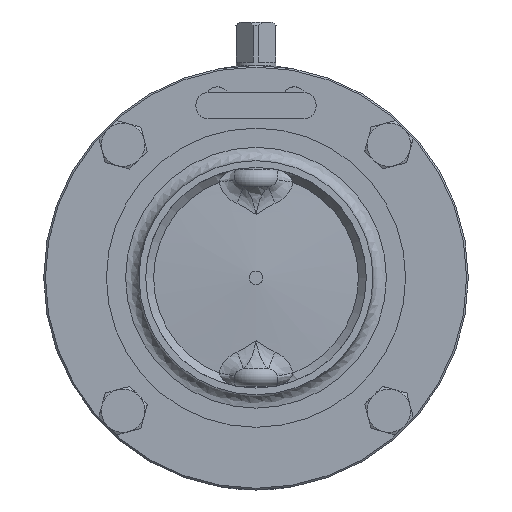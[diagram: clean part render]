
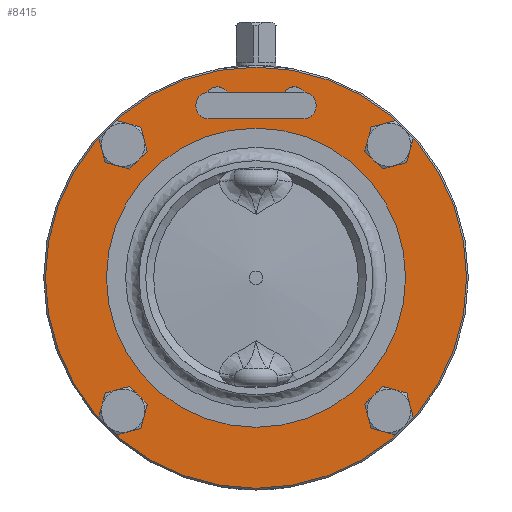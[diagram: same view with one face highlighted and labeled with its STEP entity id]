
A CAD part, left-side view. The second image highlights one B-rep face of the part: STEP entity #8415.
In plain terms, the highlighted planar face has unit normal (-1, 0, 0).
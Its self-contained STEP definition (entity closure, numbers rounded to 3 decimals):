
#369=CARTESIAN_POINT('',(-10.,11.5,49.9));
#370=VERTEX_POINT('',#369);
#371=CARTESIAN_POINT('',(-10.,11.5,53.5));
#372=DIRECTION('',(1.0,0.0,0.0));
#373=DIRECTION('',(0.0,0.0,-1.0));
#374=AXIS2_PLACEMENT_3D('',#371,#372,#373);
#375=CIRCLE('',#374,3.6);
#376=EDGE_CURVE('',#370,#370,#375,.T.);
#406=CARTESIAN_POINT('',(-10.,-11.5,49.9));
#407=VERTEX_POINT('',#406);
#408=CARTESIAN_POINT('',(-10.,-11.5,53.5));
#409=DIRECTION('',(1.0,0.0,0.0));
#410=DIRECTION('',(0.0,0.0,-1.0));
#411=AXIS2_PLACEMENT_3D('',#408,#409,#410);
#412=CIRCLE('',#411,3.6);
#413=EDGE_CURVE('',#407,#407,#412,.T.);
#5701=CARTESIAN_POINT('',(-10.,-41.262,45.277));
#5702=VERTEX_POINT('',#5701);
#5703=CARTESIAN_POINT('',(-10.,-39.775,39.775));
#5704=DIRECTION('',(1.0,0.0,0.0));
#5705=DIRECTION('',(0.0,-0.261,0.965));
#5706=AXIS2_PLACEMENT_3D('',#5703,#5704,#5705);
#5707=CIRCLE('',#5706,5.7);
#5708=EDGE_CURVE('',#5702,#5702,#5707,.T.);
#6579=CARTESIAN_POINT('',(-10.,-45.277,-41.262));
#6580=VERTEX_POINT('',#6579);
#6581=CARTESIAN_POINT('',(-10.,-39.775,-39.775));
#6582=DIRECTION('',(1.0,0.0,0.0));
#6583=DIRECTION('',(0.0,-0.965,-0.261));
#6584=AXIS2_PLACEMENT_3D('',#6581,#6582,#6583);
#6585=CIRCLE('',#6584,5.7);
#6586=EDGE_CURVE('',#6580,#6580,#6585,.T.);
#7457=CARTESIAN_POINT('',(-10.,41.262,-45.277));
#7458=VERTEX_POINT('',#7457);
#7459=CARTESIAN_POINT('',(-10.,39.775,-39.775));
#7460=DIRECTION('',(1.0,0.0,0.0));
#7461=DIRECTION('',(0.0,0.261,-0.965));
#7462=AXIS2_PLACEMENT_3D('',#7459,#7460,#7461);
#7463=CIRCLE('',#7462,5.7);
#7464=EDGE_CURVE('',#7458,#7458,#7463,.T.);
#8335=CARTESIAN_POINT('',(-10.,45.277,41.262));
#8336=VERTEX_POINT('',#8335);
#8337=CARTESIAN_POINT('',(-10.,39.775,39.775));
#8338=DIRECTION('',(1.0,0.0,0.0));
#8339=DIRECTION('',(0.0,0.965,0.261));
#8340=AXIS2_PLACEMENT_3D('',#8337,#8338,#8339);
#8341=CIRCLE('',#8340,5.7);
#8342=EDGE_CURVE('',#8336,#8336,#8341,.T.);
#8366=CARTESIAN_POINT('',(-10.,-63.,0.));
#8367=VERTEX_POINT('',#8366);
#8368=CARTESIAN_POINT('',(-10.,0.,0.));
#8369=DIRECTION('',(1.0,0.0,0.0));
#8370=DIRECTION('',(0.0,1.0,0.0));
#8371=AXIS2_PLACEMENT_3D('',#8368,#8369,#8370);
#8372=CIRCLE('',#8371,63.);
#8373=EDGE_CURVE('',#8367,#8367,#8372,.T.);
#8378=CARTESIAN_POINT('',(-10.,-54.125,0.));
#8379=DIRECTION('',(-1.0,0.0,0.0));
#8380=DIRECTION('',(0.0,0.0,-1.0));
#8381=AXIS2_PLACEMENT_3D('',#8378,#8379,#8380);
#8382=PLANE('',#8381);
#8383=ORIENTED_EDGE('',*,*,#8373,.F.);
#8384=EDGE_LOOP('',(#8383));
#8385=FACE_OUTER_BOUND('',#8384,.T.);
#8386=ORIENTED_EDGE('',*,*,#5708,.T.);
#8387=EDGE_LOOP('',(#8386));
#8388=FACE_BOUND('',#8387,.T.);
#8389=ORIENTED_EDGE('',*,*,#6586,.T.);
#8390=EDGE_LOOP('',(#8389));
#8391=FACE_BOUND('',#8390,.T.);
#8392=ORIENTED_EDGE('',*,*,#7464,.T.);
#8393=EDGE_LOOP('',(#8392));
#8394=FACE_BOUND('',#8393,.T.);
#8395=ORIENTED_EDGE('',*,*,#8342,.T.);
#8396=EDGE_LOOP('',(#8395));
#8397=FACE_BOUND('',#8396,.T.);
#8398=CARTESIAN_POINT('',(-10.,-44.75,0.));
#8399=VERTEX_POINT('',#8398);
#8400=CARTESIAN_POINT('',(-10.,0.,0.));
#8401=DIRECTION('',(-1.0,0.0,0.0));
#8402=DIRECTION('',(0.0,-1.0,0.0));
#8403=AXIS2_PLACEMENT_3D('',#8400,#8401,#8402);
#8404=CIRCLE('',#8403,44.75);
#8405=EDGE_CURVE('',#8399,#8399,#8404,.T.);
#8406=ORIENTED_EDGE('',*,*,#8405,.F.);
#8407=EDGE_LOOP('',(#8406));
#8408=FACE_BOUND('',#8407,.T.);
#8409=ORIENTED_EDGE('',*,*,#413,.T.);
#8410=EDGE_LOOP('',(#8409));
#8411=FACE_BOUND('',#8410,.T.);
#8412=ORIENTED_EDGE('',*,*,#376,.T.);
#8413=EDGE_LOOP('',(#8412));
#8414=FACE_BOUND('',#8413,.T.);
#8415=ADVANCED_FACE('',(#8385,#8388,#8391,#8394,#8397,#8408,#8411,#8414),#8382,.T.);
